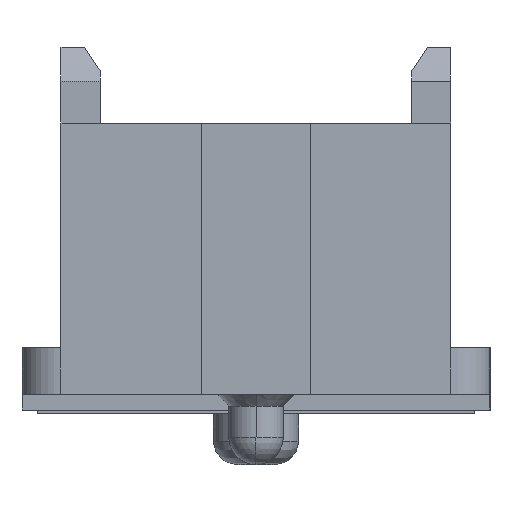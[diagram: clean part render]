
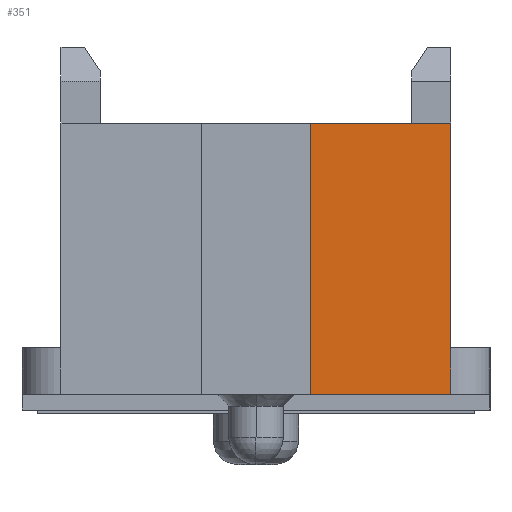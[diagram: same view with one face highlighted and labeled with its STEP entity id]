
A CAD part, left-side view. The second image highlights one B-rep face of the part: STEP entity #351.
In plain terms, the highlighted planar face has unit normal (-1, 0, 0).
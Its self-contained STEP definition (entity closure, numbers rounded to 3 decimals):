
#156 = VERTEX_POINT('',#157);
#157 = CARTESIAN_POINT('',(-10.9,-2.525,0.3));
#224 = VERTEX_POINT('',#225);
#225 = CARTESIAN_POINT('',(-10.9,-0.725,0.3));
#231 = EDGE_CURVE('',#224,#156,#232,.T.);
#232 = LINE('',#233,#234);
#233 = CARTESIAN_POINT('',(-10.9,-0.725,0.3));
#234 = VECTOR('',#235,1.);
#235 = DIRECTION('',(0.,-1.,0.));
#332 = VERTEX_POINT('',#333);
#333 = CARTESIAN_POINT('',(-10.9,-2.525,0.9));
#340 = EDGE_CURVE('',#156,#332,#341,.T.);
#341 = LINE('',#342,#343);
#342 = CARTESIAN_POINT('',(-10.9,-2.525,0.3));
#343 = VECTOR('',#344,1.);
#344 = DIRECTION('',(0.,0.,1.));
#351 = ADVANCED_FACE('',(#352),#378,.F.);
#352 = FACE_BOUND('',#353,.F.);
#353 = EDGE_LOOP('',(#354,#355,#356,#364,#372));
#354 = ORIENTED_EDGE('',*,*,#340,.F.);
#355 = ORIENTED_EDGE('',*,*,#231,.F.);
#356 = ORIENTED_EDGE('',*,*,#357,.T.);
#357 = EDGE_CURVE('',#224,#358,#360,.T.);
#358 = VERTEX_POINT('',#359);
#359 = CARTESIAN_POINT('',(-10.9,-0.725,3.78));
#360 = LINE('',#361,#362);
#361 = CARTESIAN_POINT('',(-10.9,-0.725,0.3));
#362 = VECTOR('',#363,1.);
#363 = DIRECTION('',(0.,0.,1.));
#364 = ORIENTED_EDGE('',*,*,#365,.T.);
#365 = EDGE_CURVE('',#358,#366,#368,.T.);
#366 = VERTEX_POINT('',#367);
#367 = CARTESIAN_POINT('',(-10.9,-2.525,3.78));
#368 = LINE('',#369,#370);
#369 = CARTESIAN_POINT('',(-10.9,-0.725,3.78));
#370 = VECTOR('',#371,1.);
#371 = DIRECTION('',(0.,-1.,0.));
#372 = ORIENTED_EDGE('',*,*,#373,.F.);
#373 = EDGE_CURVE('',#332,#366,#374,.T.);
#374 = LINE('',#375,#376);
#375 = CARTESIAN_POINT('',(-10.9,-2.525,0.9));
#376 = VECTOR('',#377,1.);
#377 = DIRECTION('',(0.,0.,1.));
#378 = PLANE('',#379);
#379 = AXIS2_PLACEMENT_3D('',#380,#381,#382);
#380 = CARTESIAN_POINT('',(-10.9,-1.625,2.04));
#381 = DIRECTION('',(1.,0.,0.));
#382 = DIRECTION('',(0.,-1.,0.));
